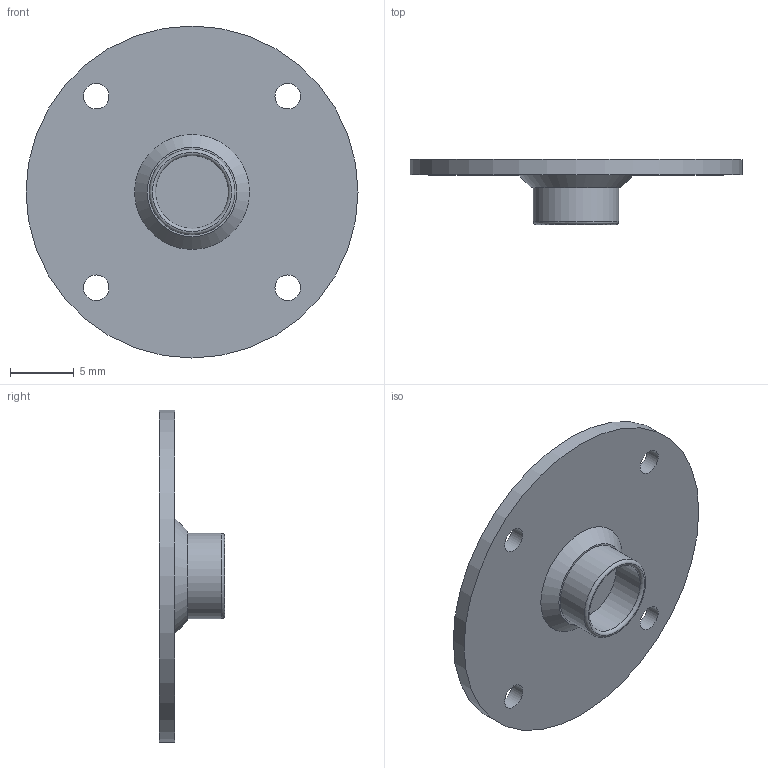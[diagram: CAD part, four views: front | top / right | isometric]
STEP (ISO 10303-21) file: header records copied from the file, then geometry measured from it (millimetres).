
FILE_DESCRIPTION(('HOOPS Exchange Step'),'2;1');
FILE_NAME('accesory-2-conversion.step','2023-05-20T16:40:09+00:00',('root'),('Unknown organisation'),'HOOPS Exchange 2023.1','HOOPS Exchange','Unknown authorisation');
FILE_SCHEMA( ('AP242_MANAGED_MODEL_BASED_3D_ENGINEERING_MIM_LF {1 0 10303 442 1 1 4 }') );
Length unit declared in the file: millimetre
Products named in the file (2): Predeterminado; accesory-2-step
Assembly tree (1 placements, depth 2):
  accesory-2-step
    Predeterminado
Bounding box: 26 x 5.1 x 26 mm (x, y, z)
Volume: 700.3 mm3; surface area: 1284.1 mm2
Topology: 1 solids, 1 shells, 14 faces, 50 edges, 58 vertices
Faces by surface type: cylinder 7, plane 4, torus 2, cone 1
Full cylindrical faces by diameter (mm): 2 x4, 5.7 x1, 6.7 x1, 26 x1
Entity records: 1019 total; most frequent: DIRECTION 194, CARTESIAN_POINT 165, AXIS2_PLACEMENT_3D 93, ORIENTED_EDGE 84, CIRCLE 42, EDGE_CURVE 42, VERTEX_POINT 32, STYLED_ITEM 30
